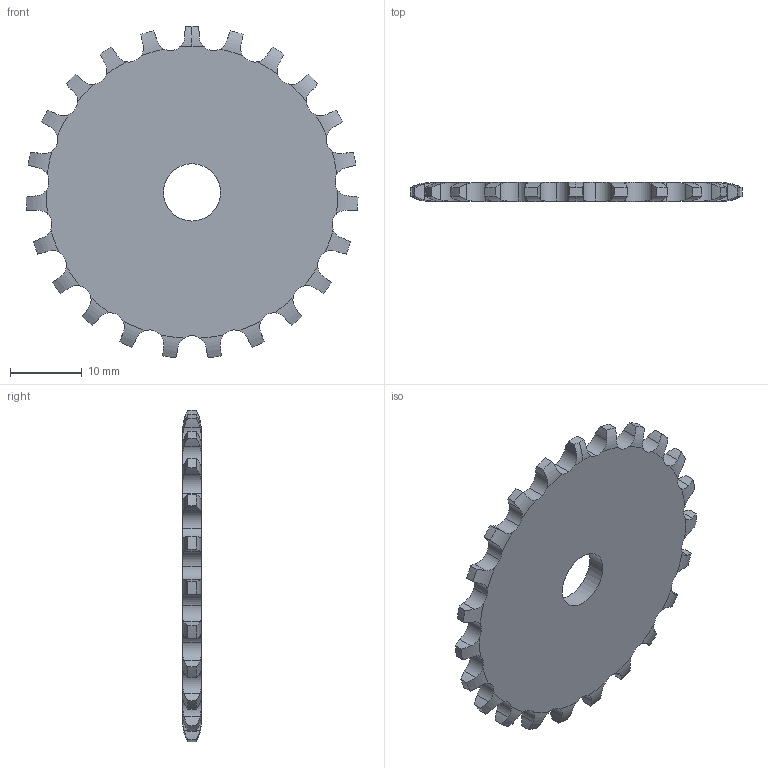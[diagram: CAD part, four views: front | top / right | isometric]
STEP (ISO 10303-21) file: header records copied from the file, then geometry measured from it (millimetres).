
FILE_DESCRIPTION(('FreeCAD Model'),'2;1');
FILE_NAME('Open CASCADE Shape Model','2022-01-09T08:27:03',('FreeCAD'),( 'FreeCAD'),'Open CASCADE STEP processor 7.4','FreeCAD','Unknown');
FILE_SCHEMA(('AUTOMOTIVE_DESIGN { 1 0 10303 214 1 1 1 1 }'));
Length unit declared in the file: millimetre
Products named in the file (1): Open CASCADE STEP translator 7.4 16
Bounding box: 46.38 x 2.6 x 46.29 mm (x, y, z)
Volume: 3543.2 mm3; surface area: 3342.6 mm2
Topology: 1 solids, 1 shells, 166 faces, 538 edges, 374 vertices
Faces by surface type: cylinder 116, revolution 48, plane 2
Full cylindrical faces by diameter (mm): 8 x1
Entity records: 19645 total; most frequent: CARTESIAN_POINT 9949, DIRECTION 1587, ORIENTED_EDGE 1076, PCURVE 1076, DEFINITIONAL_REPRESENTATION 1076, LINE 636, VECTOR 636, B_SPLINE_CURVE_WITH_KNOTS 552
